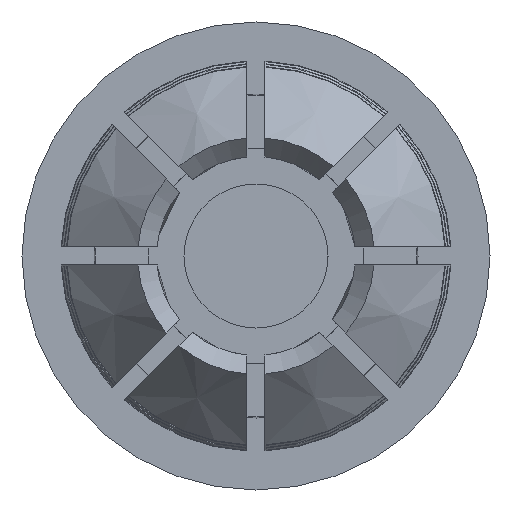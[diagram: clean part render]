
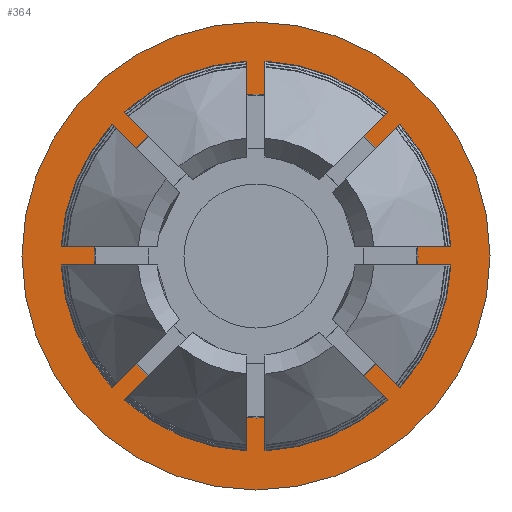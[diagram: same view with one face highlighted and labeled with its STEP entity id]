
A CAD part, left-side view. The second image highlights one B-rep face of the part: STEP entity #364.
In plain terms, the highlighted planar face has unit normal (-1, 0, 0).
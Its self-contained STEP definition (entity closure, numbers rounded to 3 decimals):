
#68 = DIRECTION ( 'NONE',  ( 0., 0., 1. ) ) ;
#122 = AXIS2_PLACEMENT_3D ( 'NONE', #1220, #4175, #534 ) ;
#184 = CIRCLE ( 'NONE', #1736, 6.5 ) ;
#309 = CIRCLE ( 'NONE', #1394, 4.5 ) ;
#362 = VERTEX_POINT ( 'NONE', #1585 ) ;
#364 = ADVANCED_FACE ( 'NONE', ( #514, #1560 ), #2671, .F. ) ;
#431 = CARTESIAN_POINT ( 'NONE',  ( 42., 0., 0. ) ) ;
#514 = FACE_BOUND ( 'NONE', #1435, .T. ) ;
#534 = DIRECTION ( 'NONE',  ( 0., 0., -1. ) ) ;
#825 = DIRECTION ( 'NONE',  ( 1., 0., 0. ) ) ;
#880 = ORIENTED_EDGE ( 'NONE', *, *, #2094, .F. ) ;
#1006 = EDGE_LOOP ( 'NONE', ( #880, #3214 ) ) ;
#1087 = DIRECTION ( 'NONE',  ( 0., 0., -1. ) ) ;
#1220 = CARTESIAN_POINT ( 'NONE',  ( 42., 0., 0. ) ) ;
#1327 = CIRCLE ( 'NONE', #1952, 4.5 ) ;
#1394 = AXIS2_PLACEMENT_3D ( 'NONE', #431, #1906, #68 ) ;
#1401 = CIRCLE ( 'NONE', #1798, 6.5 ) ;
#1428 = VERTEX_POINT ( 'NONE', #1876 ) ;
#1435 = EDGE_LOOP ( 'NONE', ( #1577, #1735 ) ) ;
#1560 = FACE_OUTER_BOUND ( 'NONE', #1006, .T. ) ;
#1577 = ORIENTED_EDGE ( 'NONE', *, *, #4067, .F. ) ;
#1585 = CARTESIAN_POINT ( 'NONE',  ( 42., 0., 6.5 ) ) ;
#1735 = ORIENTED_EDGE ( 'NONE', *, *, #2692, .F. ) ;
#1736 = AXIS2_PLACEMENT_3D ( 'NONE', #2656, #825, #1087 ) ;
#1798 = AXIS2_PLACEMENT_3D ( 'NONE', #2258, #4107, #3726 ) ;
#1876 = CARTESIAN_POINT ( 'NONE',  ( 42., 0., -6.5 ) ) ;
#1906 = DIRECTION ( 'NONE',  ( -1., 0., 0. ) ) ;
#1952 = AXIS2_PLACEMENT_3D ( 'NONE', #4137, #3881, #3502 ) ;
#2005 = CARTESIAN_POINT ( 'NONE',  ( 42., 0., 4.5 ) ) ;
#2094 = EDGE_CURVE ( 'NONE', #362, #1428, #184, .T. ) ;
#2258 = CARTESIAN_POINT ( 'NONE',  ( 42., 0., 0. ) ) ;
#2390 = VERTEX_POINT ( 'NONE', #2452 ) ;
#2452 = CARTESIAN_POINT ( 'NONE',  ( 42., 0., -4.5 ) ) ;
#2656 = CARTESIAN_POINT ( 'NONE',  ( 42., 0., 0. ) ) ;
#2671 = PLANE ( 'NONE',  #122 ) ;
#2692 = EDGE_CURVE ( 'NONE', #2710, #2390, #1327, .T. ) ;
#2710 = VERTEX_POINT ( 'NONE', #2005 ) ;
#3214 = ORIENTED_EDGE ( 'NONE', *, *, #3695, .F. ) ;
#3502 = DIRECTION ( 'NONE',  ( 0., 0., 1. ) ) ;
#3695 = EDGE_CURVE ( 'NONE', #1428, #362, #1401, .T. ) ;
#3726 = DIRECTION ( 'NONE',  ( 0., 0., -1. ) ) ;
#3881 = DIRECTION ( 'NONE',  ( -1., 0., 0. ) ) ;
#4067 = EDGE_CURVE ( 'NONE', #2390, #2710, #309, .T. ) ;
#4107 = DIRECTION ( 'NONE',  ( 1., 0., 0. ) ) ;
#4137 = CARTESIAN_POINT ( 'NONE',  ( 42., 0., 0. ) ) ;
#4175 = DIRECTION ( 'NONE',  ( 1., 0., 0. ) ) ;
